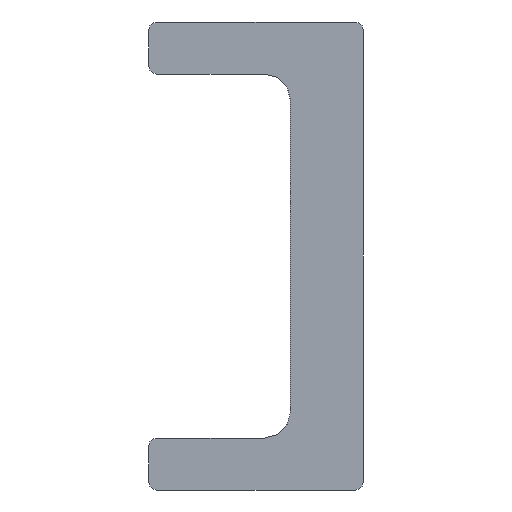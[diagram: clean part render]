
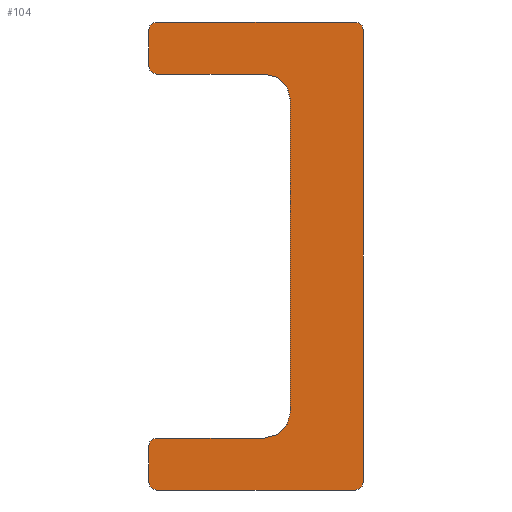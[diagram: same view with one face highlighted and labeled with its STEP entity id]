
A CAD part, front view. The second image highlights one B-rep face of the part: STEP entity #104.
In plain terms, the highlighted planar face has unit normal (0, -1, 0).
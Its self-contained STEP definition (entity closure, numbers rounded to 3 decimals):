
#104 = ADVANCED_FACE( '', ( #258 ), #259, .F. );
#258 = FACE_OUTER_BOUND( '', #529, .T. );
#259 = PLANE( '', #530 );
#529 = EDGE_LOOP( '', ( #823, #824, #825, #826, #827, #828, #829, #830, #831, #832, #833, #834, #835, #836, #837, #838 ) );
#530 = AXIS2_PLACEMENT_3D( '', #839, #840, #841 );
#823 = ORIENTED_EDGE( '', *, *, #1255, .F. );
#824 = ORIENTED_EDGE( '', *, *, #1256, .T. );
#825 = ORIENTED_EDGE( '', *, *, #1219, .F. );
#826 = ORIENTED_EDGE( '', *, *, #1257, .T. );
#827 = ORIENTED_EDGE( '', *, *, #1258, .F. );
#828 = ORIENTED_EDGE( '', *, *, #1259, .T. );
#829 = ORIENTED_EDGE( '', *, *, #1260, .F. );
#830 = ORIENTED_EDGE( '', *, *, #1261, .T. );
#831 = ORIENTED_EDGE( '', *, *, #1262, .F. );
#832 = ORIENTED_EDGE( '', *, *, #1226, .T. );
#833 = ORIENTED_EDGE( '', *, *, #1263, .F. );
#834 = ORIENTED_EDGE( '', *, *, #1264, .T. );
#835 = ORIENTED_EDGE( '', *, *, #1265, .F. );
#836 = ORIENTED_EDGE( '', *, *, #1266, .T. );
#837 = ORIENTED_EDGE( '', *, *, #1231, .F. );
#838 = ORIENTED_EDGE( '', *, *, #1267, .T. );
#839 = CARTESIAN_POINT( '', ( -4.125, 0., 9. ) );
#840 = DIRECTION( '', ( 0., 1., 0. ) );
#841 = DIRECTION( '', ( 0., 0., 1. ) );
#1219 = EDGE_CURVE( '', #1390, #1391, #1392, .T. );
#1226 = EDGE_CURVE( '', #1404, #1402, #1405, .T. );
#1231 = EDGE_CURVE( '', #1411, #1413, #1414, .T. );
#1255 = EDGE_CURVE( '', #1452, #1453, #1454, .T. );
#1256 = EDGE_CURVE( '', #1452, #1391, #1455, .F. );
#1257 = EDGE_CURVE( '', #1390, #1456, #1457, .F. );
#1258 = EDGE_CURVE( '', #1458, #1456, #1459, .T. );
#1259 = EDGE_CURVE( '', #1458, #1460, #1461, .F. );
#1260 = EDGE_CURVE( '', #1462, #1460, #1463, .T. );
#1261 = EDGE_CURVE( '', #1462, #1464, #1465, .T. );
#1262 = EDGE_CURVE( '', #1404, #1464, #1466, .T. );
#1263 = EDGE_CURVE( '', #1467, #1402, #1468, .T. );
#1264 = EDGE_CURVE( '', #1467, #1469, #1470, .F. );
#1265 = EDGE_CURVE( '', #1471, #1469, #1472, .T. );
#1266 = EDGE_CURVE( '', #1471, #1413, #1473, .F. );
#1267 = EDGE_CURVE( '', #1411, #1453, #1474, .F. );
#1390 = VERTEX_POINT( '', #1656 );
#1391 = VERTEX_POINT( '', #1657 );
#1392 = LINE( '', #1658, #1659 );
#1402 = VERTEX_POINT( '', #1672 );
#1404 = VERTEX_POINT( '', #1675 );
#1405 = CIRCLE( '', #1676, 1. );
#1411 = VERTEX_POINT( '', #1684 );
#1413 = VERTEX_POINT( '', #1687 );
#1414 = LINE( '', #1688, #1689 );
#1452 = VERTEX_POINT( '', #1728 );
#1453 = VERTEX_POINT( '', #1729 );
#1454 = LINE( '', #1730, #1731 );
#1455 = CIRCLE( '', #1732, 0.3 );
#1456 = VERTEX_POINT( '', #1733 );
#1457 = CIRCLE( '', #1734, 0.3 );
#1458 = VERTEX_POINT( '', #1735 );
#1459 = LINE( '', #1736, #1737 );
#1460 = VERTEX_POINT( '', #1738 );
#1461 = CIRCLE( '', #1739, 0.3 );
#1462 = VERTEX_POINT( '', #1740 );
#1463 = LINE( '', #1741, #1742 );
#1464 = VERTEX_POINT( '', #1743 );
#1465 = CIRCLE( '', #1744, 1. );
#1466 = LINE( '', #1745, #1746 );
#1467 = VERTEX_POINT( '', #1747 );
#1468 = LINE( '', #1748, #1749 );
#1469 = VERTEX_POINT( '', #1750 );
#1470 = CIRCLE( '', #1751, 0.3 );
#1471 = VERTEX_POINT( '', #1752 );
#1472 = LINE( '', #1753, #1754 );
#1473 = CIRCLE( '', #1755, 0.3 );
#1474 = CIRCLE( '', #1756, 0.3 );
#1656 = CARTESIAN_POINT( '', ( -3.825, 0., 9. ) );
#1657 = CARTESIAN_POINT( '', ( 3.825, 0., 9. ) );
#1658 = CARTESIAN_POINT( '', ( -4.125, 0., 9. ) );
#1659 = VECTOR( '', #1953, 1000. );
#1672 = CARTESIAN_POINT( '', ( 0.325, 0., -7. ) );
#1675 = CARTESIAN_POINT( '', ( 1.325, 0., -6. ) );
#1676 = AXIS2_PLACEMENT_3D( '', #1961, #1962, #1963 );
#1684 = CARTESIAN_POINT( '', ( 3.825, 0., -9. ) );
#1687 = CARTESIAN_POINT( '', ( -3.825, 0., -9. ) );
#1688 = CARTESIAN_POINT( '', ( 4.125, 0., -9. ) );
#1689 = VECTOR( '', #1967, 1000. );
#1728 = CARTESIAN_POINT( '', ( 4.125, 0., 8.7 ) );
#1729 = CARTESIAN_POINT( '', ( 4.125, 0., -8.7 ) );
#1730 = CARTESIAN_POINT( '', ( 4.125, 0., 9. ) );
#1731 = VECTOR( '', #2011, 1000. );
#1732 = AXIS2_PLACEMENT_3D( '', #2012, #2013, #2014 );
#1733 = CARTESIAN_POINT( '', ( -4.125, 0., 8.7 ) );
#1734 = AXIS2_PLACEMENT_3D( '', #2015, #2016, #2017 );
#1735 = CARTESIAN_POINT( '', ( -4.125, 0., 7.3 ) );
#1736 = CARTESIAN_POINT( '', ( -4.125, 0., -9. ) );
#1737 = VECTOR( '', #2018, 1000. );
#1738 = CARTESIAN_POINT( '', ( -3.825, 0., 7. ) );
#1739 = AXIS2_PLACEMENT_3D( '', #2019, #2020, #2021 );
#1740 = CARTESIAN_POINT( '', ( 0.325, 0., 7. ) );
#1741 = CARTESIAN_POINT( '', ( -4.125, 0., 7. ) );
#1742 = VECTOR( '', #2022, 1000. );
#1743 = CARTESIAN_POINT( '', ( 1.325, 0., 6. ) );
#1744 = AXIS2_PLACEMENT_3D( '', #2023, #2024, #2025 );
#1745 = CARTESIAN_POINT( '', ( 1.325, 0., 7. ) );
#1746 = VECTOR( '', #2026, 1000. );
#1747 = CARTESIAN_POINT( '', ( -3.825, 0., -7. ) );
#1748 = CARTESIAN_POINT( '', ( 1.325, 0., -7. ) );
#1749 = VECTOR( '', #2027, 1000. );
#1750 = CARTESIAN_POINT( '', ( -4.125, 0., -7.3 ) );
#1751 = AXIS2_PLACEMENT_3D( '', #2028, #2029, #2030 );
#1752 = CARTESIAN_POINT( '', ( -4.125, 0., -8.7 ) );
#1753 = CARTESIAN_POINT( '', ( -4.125, 0., -9. ) );
#1754 = VECTOR( '', #2031, 1000. );
#1755 = AXIS2_PLACEMENT_3D( '', #2032, #2033, #2034 );
#1756 = AXIS2_PLACEMENT_3D( '', #2035, #2036, #2037 );
#1953 = DIRECTION( '', ( 1., 0., 0. ) );
#1961 = CARTESIAN_POINT( '', ( 0.325, 0., -6. ) );
#1962 = DIRECTION( '', ( 0., 1., 0. ) );
#1963 = DIRECTION( '', ( 0., 0., 1. ) );
#1967 = DIRECTION( '', ( -1., 0., 0. ) );
#2011 = DIRECTION( '', ( 0., 0., -1. ) );
#2012 = CARTESIAN_POINT( '', ( 3.825, 0., 8.7 ) );
#2013 = DIRECTION( '', ( 0., 1., 0. ) );
#2014 = DIRECTION( '', ( 0., 0., 1. ) );
#2015 = CARTESIAN_POINT( '', ( -3.825, 0., 8.7 ) );
#2016 = DIRECTION( '', ( 0., 1., 0. ) );
#2017 = DIRECTION( '', ( 0., 0., 1. ) );
#2018 = DIRECTION( '', ( 0., 0., 1. ) );
#2019 = CARTESIAN_POINT( '', ( -3.825, 0., 7.3 ) );
#2020 = DIRECTION( '', ( 0., 1., 0. ) );
#2021 = DIRECTION( '', ( 0., 0., 1. ) );
#2022 = DIRECTION( '', ( -1., 0., 0. ) );
#2023 = CARTESIAN_POINT( '', ( 0.325, 0., 6. ) );
#2024 = DIRECTION( '', ( 0., 1., 0. ) );
#2025 = DIRECTION( '', ( 0., 0., 1. ) );
#2026 = DIRECTION( '', ( 0., 0., 1. ) );
#2027 = DIRECTION( '', ( 1., 0., 0. ) );
#2028 = CARTESIAN_POINT( '', ( -3.825, 0., -7.3 ) );
#2029 = DIRECTION( '', ( 0., 1., 0. ) );
#2030 = DIRECTION( '', ( 0., 0., 1. ) );
#2031 = DIRECTION( '', ( 0., 0., 1. ) );
#2032 = CARTESIAN_POINT( '', ( -3.825, 0., -8.7 ) );
#2033 = DIRECTION( '', ( 0., 1., 0. ) );
#2034 = DIRECTION( '', ( 0., 0., 1. ) );
#2035 = CARTESIAN_POINT( '', ( 3.825, 0., -8.7 ) );
#2036 = DIRECTION( '', ( 0., 1., 0. ) );
#2037 = DIRECTION( '', ( 0., 0., 1. ) );
